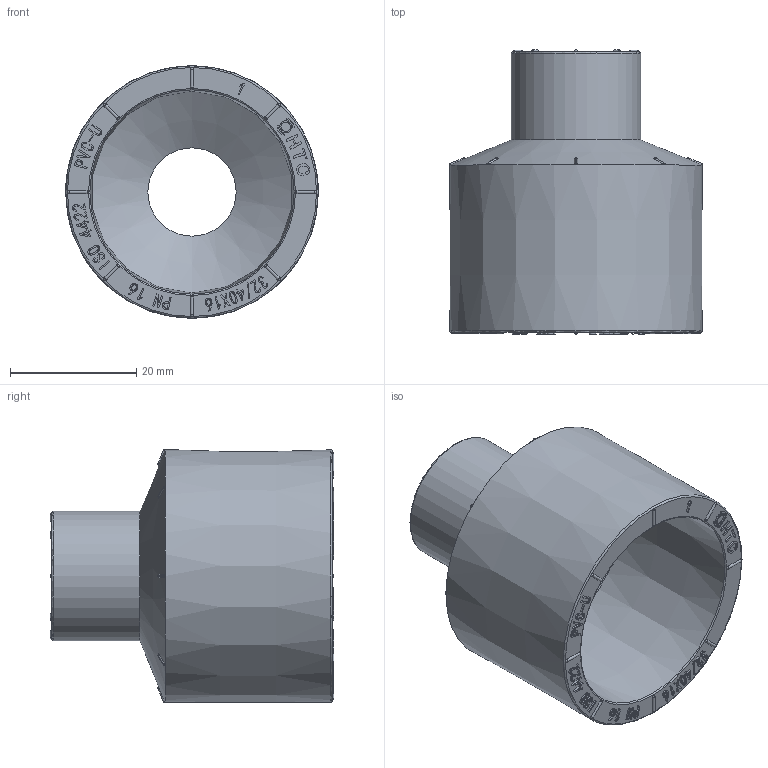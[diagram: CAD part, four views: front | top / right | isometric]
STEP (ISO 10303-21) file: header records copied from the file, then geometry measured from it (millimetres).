
FILE_DESCRIPTION(/* description */ (''),/* implementation_level */ '2;1');
FILE_NAME(/* name */ 'Z1Q032016.stp',/* time_stamp */ '2025-02-22T16:59:09+08:00',/* author */ (''),/* organization */ (''),/* preprocessor_version */ 'ST-DEVELOPER v16',/* originating_system */ 'SIEMENS PLM Software NX 10.0',/* authorisation */ '');
FILE_SCHEMA (('AUTOMOTIVE_DESIGN { 1 0 10303 214 3 1 1 1 }'));
Length unit declared in the file: millimetre
Products named in the file (1): gelv0DECAE9525w6
Bounding box: 40.12 x 45 x 40.12 mm (x, y, z)
Volume: 17244.4 mm3; surface area: 9735.3 mm2
Topology: 1 solids, 1 shells, 1288 faces, 3678 edges, 2407 vertices
Faces by surface type: plane 1152, sphere 64, cylinder 40, bspline 16, extrusion 7, cone 5, torus 4
Full cylindrical faces by diameter (mm): 1.5 x1, 1.9 x1, 14 x1, 20.5 x1
Entity records: 46832 total; most frequent: CARTESIAN_POINT 17867, ORIENTED_EDGE 7250, DIRECTION 4120, EDGE_CURVE 3625, VERTEX_POINT 2400, B_SPLINE_CURVE_WITH_KNOTS 2265, AXIS2_PLACEMENT_3D 1480, EDGE_LOOP 1351
